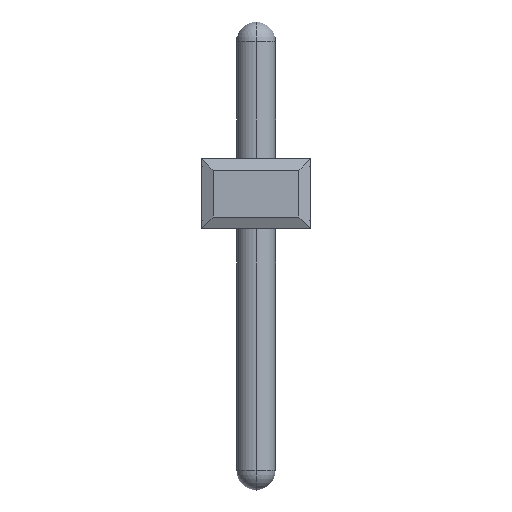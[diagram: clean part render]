
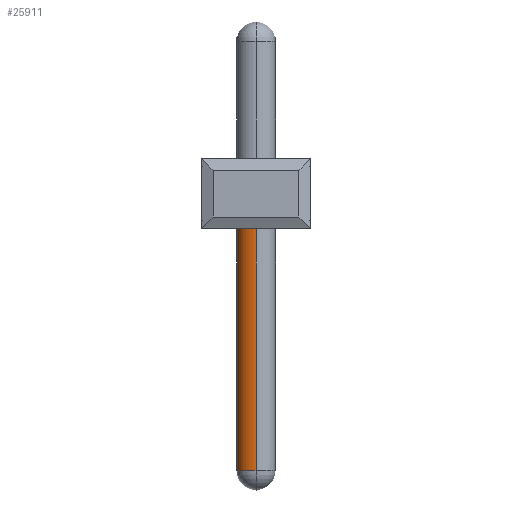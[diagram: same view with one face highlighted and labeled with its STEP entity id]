
A CAD part, front view. The second image highlights one B-rep face of the part: STEP entity #25911.
In plain terms, the highlighted cylindrical face has radius 0.5 mm (diameter 1 mm), a partial arc.
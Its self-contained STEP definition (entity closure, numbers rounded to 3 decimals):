
#9007=CARTESIAN_POINT('',(1.4,-103.25,0.2));
#9008=DIRECTION('',(0.,0.,1.));
#9009=DIRECTION('',(0.,1.,0.));
#9010=AXIS2_PLACEMENT_3D('',#9007,#9008,#9009);
#9021=CARTESIAN_POINT('',(1.4,-103.25,-6.2));
#9022=DIRECTION('',(0.,0.,1.));
#9023=DIRECTION('',(0.,1.,0.));
#9024=AXIS2_PLACEMENT_3D('',#9021,#9022,#9023);
#9026=DIRECTION('',(0.,0.,1.));
#9027=VECTOR('',#9026,6.4);
#9028=CARTESIAN_POINT('',(1.4,-102.75,-6.2));
#9029=LINE('',#9028,#9027);
#9035=DIRECTION('',(0.,0.,1.));
#9036=VECTOR('',#9035,6.4);
#9037=CARTESIAN_POINT('',(1.4,-103.75,-6.2));
#9038=LINE('',#9037,#9036);
#11534=CARTESIAN_POINT('',(1.4,-102.75,-6.2));
#11536=VERTEX_POINT('',#11534);
#11541=CARTESIAN_POINT('',(1.4,-103.75,-6.2));
#11542=VERTEX_POINT('',#11541);
#11545=CARTESIAN_POINT('',(1.4,-102.75,0.2));
#11546=CARTESIAN_POINT('',(1.4,-103.75,0.2));
#11547=VERTEX_POINT('',#11545);
#11548=VERTEX_POINT('',#11546);
#25897=CARTESIAN_POINT('',(1.4,-103.25,-7.3));
#25898=DIRECTION('',(0.,0.,1.));
#25899=DIRECTION('',(0.,1.,0.));
#25900=AXIS2_PLACEMENT_3D('',#25897,#25898,#25899);
#25901=CYLINDRICAL_SURFACE('',#25900,0.5);
#25902=ORIENTED_EDGE('',*,*,#25878,.T.);
#25904=ORIENTED_EDGE('',*,*,#25903,.F.);
#25906=ORIENTED_EDGE('',*,*,#25905,.F.);
#25908=ORIENTED_EDGE('',*,*,#25907,.T.);
#25909=EDGE_LOOP('',(#25902,#25904,#25906,#25908));
#25910=FACE_OUTER_BOUND('',#25909,.F.);
#25911=ADVANCED_FACE('',(#25910),#25901,.T.);
#9011=CIRCLE('',#9010,0.5);
#9025=CIRCLE('',#9024,0.5);
#25878=EDGE_CURVE('',#11547,#11548,#9011,.T.);
#25903=EDGE_CURVE('',#11542,#11548,#9038,.T.);
#25905=EDGE_CURVE('',#11536,#11542,#9025,.T.);
#25907=EDGE_CURVE('',#11536,#11547,#9029,.T.);
